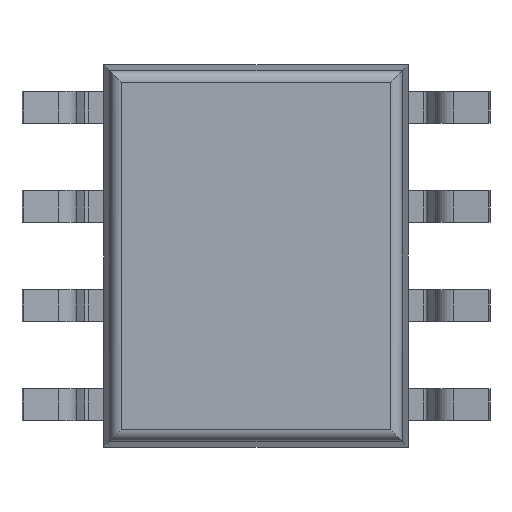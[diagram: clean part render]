
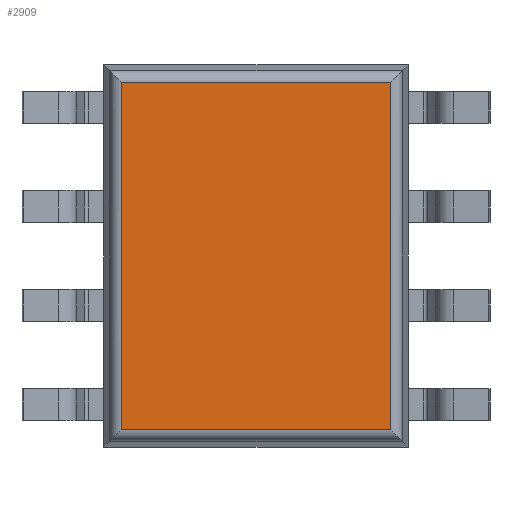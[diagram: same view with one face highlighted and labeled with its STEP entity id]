
A CAD part, front view. The second image highlights one B-rep face of the part: STEP entity #2909.
In plain terms, the highlighted planar face has unit normal (0, -1, 0).
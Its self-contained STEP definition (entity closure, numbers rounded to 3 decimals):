
#74 = CARTESIAN_POINT ( 'NONE',  ( -1.855, 0.2, 2.225 ) ) ;
#109 = CARTESIAN_POINT ( 'NONE',  ( -1.725, 0.2, -2.225 ) ) ;
#447 = DIRECTION ( 'NONE',  ( 0., 0., -1. ) ) ;
#496 = FACE_OUTER_BOUND ( 'NONE', #3331, .T. ) ;
#543 = VERTEX_POINT ( 'NONE', #2678 ) ;
#894 = VECTOR ( 'NONE', #447, 1000. ) ;
#904 = VECTOR ( 'NONE', #3896, 1000. ) ;
#1030 = ORIENTED_EDGE ( 'NONE', *, *, #2251, .T. ) ;
#1069 = DIRECTION ( 'NONE',  ( 0., -1., 0. ) ) ;
#1145 = LINE ( 'NONE', #1814, #2245 ) ;
#1333 = LINE ( 'NONE', #3620, #904 ) ;
#1666 = LINE ( 'NONE', #3664, #894 ) ;
#1719 = LINE ( 'NONE', #74, #3660 ) ;
#1791 = ORIENTED_EDGE ( 'NONE', *, *, #1903, .T. ) ;
#1814 = CARTESIAN_POINT ( 'NONE',  ( 1.725, 0.2, 2.355 ) ) ;
#1821 = CARTESIAN_POINT ( 'NONE',  ( 1.725, 0.2, -2.225 ) ) ;
#1903 = EDGE_CURVE ( 'NONE', #3450, #2132, #1145, .T. ) ;
#1958 = CARTESIAN_POINT ( 'NONE',  ( 1.725, 0.2, 2.225 ) ) ;
#2066 = DIRECTION ( 'NONE',  ( 0., 0., 1. ) ) ;
#2132 = VERTEX_POINT ( 'NONE', #1958 ) ;
#2245 = VECTOR ( 'NONE', #2066, 1000. ) ;
#2251 = EDGE_CURVE ( 'NONE', #543, #3267, #1666, .T. ) ;
#2339 = PLANE ( 'NONE',  #3588 ) ;
#2678 = CARTESIAN_POINT ( 'NONE',  ( -1.725, 0.2, 2.225 ) ) ;
#2730 = CARTESIAN_POINT ( 'NONE',  ( 0., 0.2, 0. ) ) ;
#2873 = ORIENTED_EDGE ( 'NONE', *, *, #3937, .T. ) ;
#2909 = ADVANCED_FACE ( 'NONE', ( #496 ), #2339, .T. ) ;
#3048 = DIRECTION ( 'NONE',  ( -1., 0., 0. ) ) ;
#3209 = EDGE_CURVE ( 'NONE', #3267, #3450, #1333, .T. ) ;
#3267 = VERTEX_POINT ( 'NONE', #109 ) ;
#3331 = EDGE_LOOP ( 'NONE', ( #2873, #1030, #3771, #1791 ) ) ;
#3450 = VERTEX_POINT ( 'NONE', #1821 ) ;
#3588 = AXIS2_PLACEMENT_3D ( 'NONE', #2730, #1069, #3765 ) ;
#3620 = CARTESIAN_POINT ( 'NONE',  ( 1.855, 0.2, -2.225 ) ) ;
#3660 = VECTOR ( 'NONE', #3048, 1000. ) ;
#3664 = CARTESIAN_POINT ( 'NONE',  ( -1.725, 0.2, -2.355 ) ) ;
#3765 = DIRECTION ( 'NONE',  ( 0., 0., -1. ) ) ;
#3771 = ORIENTED_EDGE ( 'NONE', *, *, #3209, .T. ) ;
#3896 = DIRECTION ( 'NONE',  ( 1., 0., 0. ) ) ;
#3937 = EDGE_CURVE ( 'NONE', #2132, #543, #1719, .T. ) ;
